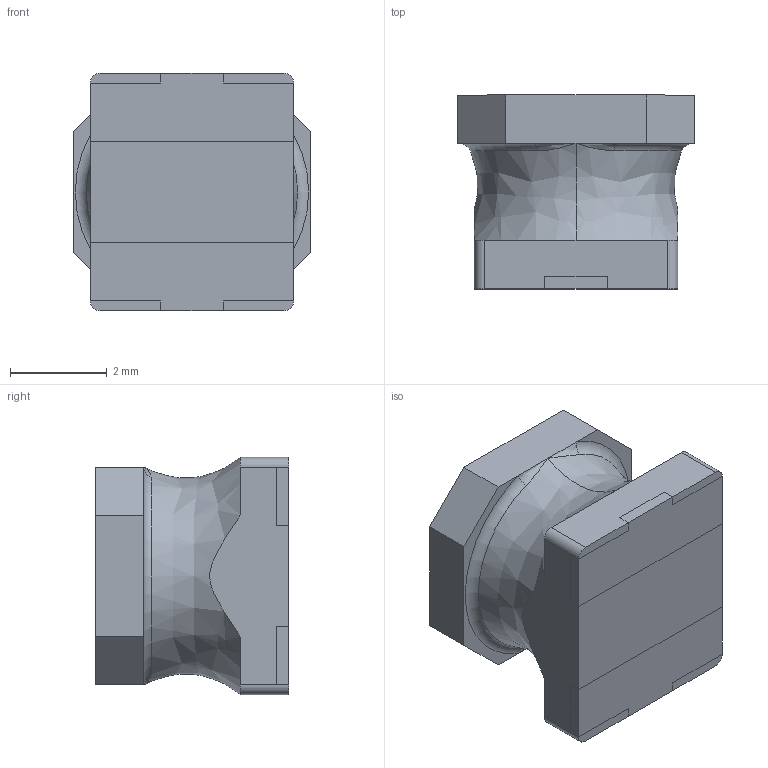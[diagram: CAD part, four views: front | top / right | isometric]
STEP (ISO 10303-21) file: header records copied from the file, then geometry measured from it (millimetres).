
FILE_DESCRIPTION (( 'STEP AP214' ), '1' );
FILE_NAME ('NR5040T330M.STEP', '2018-09-16T12:46:11', ( '' ), ( '' ), 'SwSTEP 2.0', 'SolidWorks 2017', '' );
FILE_SCHEMA (( 'AUTOMOTIVE_DESIGN' ));
Length unit declared in the file: millimetre
Products named in the file (1): NR5040T330M
Bounding box: 4.9 x 4 x 4.9 mm (x, y, z)
Volume: 69.1 mm3; surface area: 138.6 mm2
Topology: 3 solids, 3 shells, 68 faces, 174 edges, 108 vertices
Faces by surface type: plane 56, bspline 6, cylinder 4, torus 2
Entity records: 2138 total; most frequent: CARTESIAN_POINT 487, ORIENTED_EDGE 340, DIRECTION 308, EDGE_CURVE 170, VECTOR 142, LINE 142, VERTEX_POINT 108, AXIS2_PLACEMENT_3D 83
